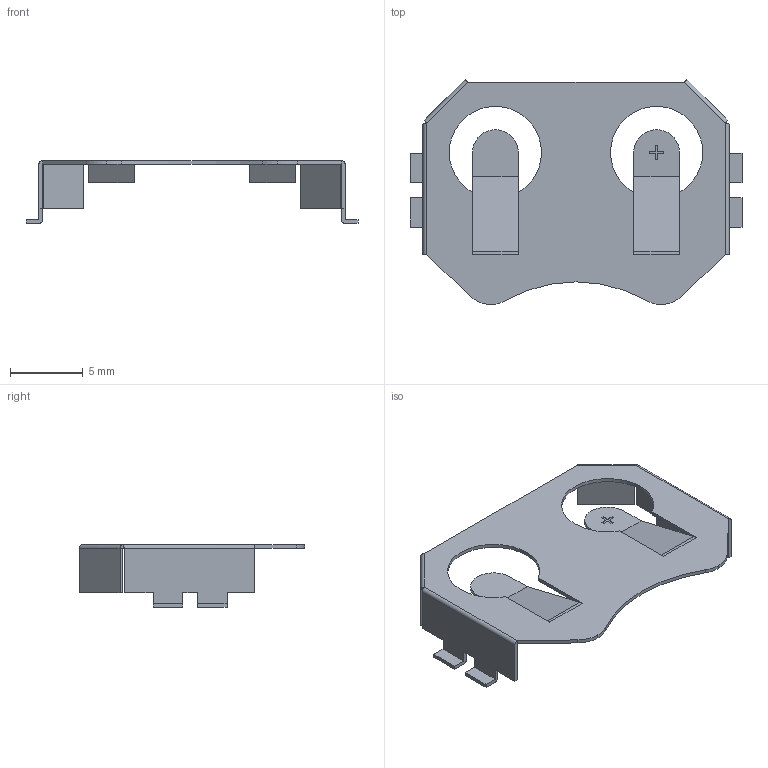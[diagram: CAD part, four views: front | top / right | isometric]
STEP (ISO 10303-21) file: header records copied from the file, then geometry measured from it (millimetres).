
FILE_DESCRIPTION(('CAx-IF Rec.Pracs.---Model Styling and Organization---1.5---2016-08-15','CAx-IF Rec.Pracs.---Geometric and Assembly Validation Properties---4.4---2016-08-17','CAx-IF Rec.Pracs.---User Defined Attributes---1.5---2016-08-15','CAx-IF Rec.Pracs.---External References---2.1---2005-01-19'),'2;1');
FILE_NAME('17958013.step','2023-09-25T13:25:33',('Unspecified'),('Unspecified'),'CAD Exchanger 3.10.2 (cadexchanger.com)','Unspecified','');
FILE_SCHEMA(('AUTOMOTIVE_DESIGN { 1 0 10303 214 1 1 1 1 }'));
Length unit declared in the file: millimetre
Products named in the file (2): root; BAT-HLD-001-TR--3DModel-STEP-56544.STEP
Assembly tree (1 placements, depth 2):
  root
    BAT-HLD-001-TR--3DModel-STEP-56544.STEP
Bounding box: 22.86 x 15.49 x 4.32 mm (x, y, z)
Volume: 88 mm3; surface area: 742.7 mm2
Topology: 1 solids, 1 shells, 109 faces, 290 edges, 184 vertices
Faces by surface type: plane 82, cylinder 23, bspline 4
Entity records: 3440 total; most frequent: CARTESIAN_POINT 684, ORIENTED_EDGE 580, DIRECTION 540, EDGE_CURVE 290, LINE 244, VECTOR 244, VERTEX_POINT 184, AXIS2_PLACEMENT_3D 148
